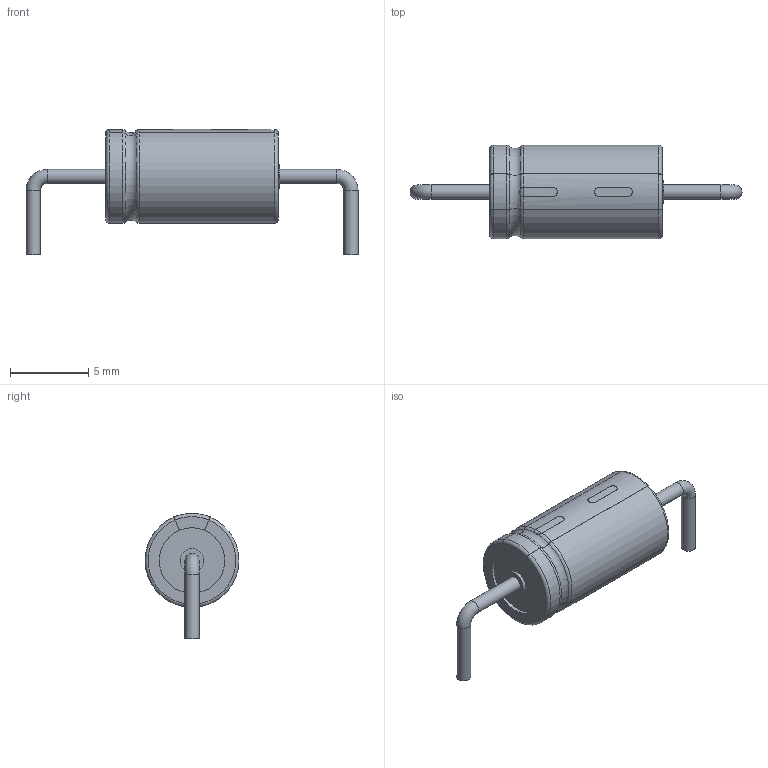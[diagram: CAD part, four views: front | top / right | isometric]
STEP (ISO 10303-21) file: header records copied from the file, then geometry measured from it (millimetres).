
FILE_DESCRIPTION(/* description */ (''),/* implementation_level */ '2;1');
FILE_NAME(/* name */ 'CP_Axial_L11.0mm_D6.0mm_P20.32mm_Horizontal.step',/* time_stamp */ '2023-06-10T21:52:39+02:00',/* author */ (''),/* organization */ (''),/* preprocessor_version */ 'ST-DEVELOPER v19.2',/* originating_system */ 'Autodesk Translation Framework v12.6.0.85',/* authorisation */ '');
FILE_SCHEMA (('AUTOMOTIVE_DESIGN { 1 0 10303 214 3 1 1 }'));
Length unit declared in the file: millimetre
Products named in the file (1): CP_Axial_L11.0mm_D6.0mm_P18.00mm_Horizontal
Bounding box: 21.22 x 6 x 8.02 mm (x, y, z)
Volume: 315.7 mm3; surface area: 348.4 mm2
Topology: 1 solids, 2 shells, 66 faces, 172 edges, 114 vertices
Faces by surface type: cylinder 26, plane 25, torus 9, bspline 6
Full cylindrical faces by diameter (mm): 0.9 x5, 1.5 x2, 4.2 x1
Entity records: 2715 total; most frequent: CARTESIAN_POINT 937, DIRECTION 360, ORIENTED_EDGE 344, EDGE_CURVE 172, AXIS2_PLACEMENT_3D 147, VERTEX_POINT 114, CIRCLE 80, EDGE_LOOP 72
